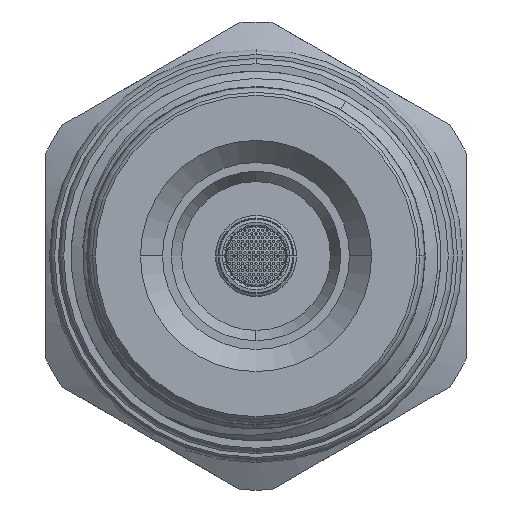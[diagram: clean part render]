
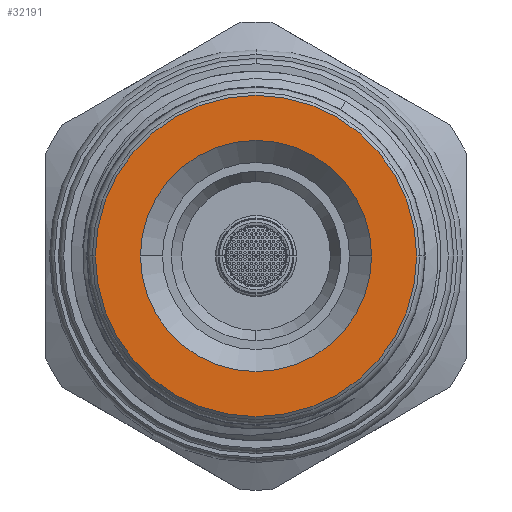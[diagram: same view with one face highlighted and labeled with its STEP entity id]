
A CAD part, left-side view. The second image highlights one B-rep face of the part: STEP entity #32191.
In plain terms, the highlighted planar face has unit normal (-1, 0, 0).
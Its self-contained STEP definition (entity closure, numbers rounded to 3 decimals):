
#3578 = EDGE_CURVE ( 'NONE', #24465, #24500, #17095, .T. ) ;
#3580 = EDGE_CURVE ( 'NONE', #24442, #24466, #17098, .T. ) ;
#3872 = EDGE_CURVE ( 'NONE', #24466, #24442, #14107, .T. ) ;
#3874 = EDGE_CURVE ( 'NONE', #24500, #24465, #14109, .T. ) ;
#8584 = CARTESIAN_POINT ( 'NONE',  ( -98.583, -58.348, 0. ) ) ;
#8607 = CARTESIAN_POINT ( 'NONE',  ( -98.583, -55.283, 0. ) ) ;
#8608 = CARTESIAN_POINT ( 'NONE',  ( -98.583, -36.518, 0. ) ) ;
#8642 = CARTESIAN_POINT ( 'NONE',  ( -98.583, -39.583, 0. ) ) ;
#14107 = CIRCLE ( 'NONE', #38241, 10.915 ) ;
#14109 = CIRCLE ( 'NONE', #38243, 7.85 ) ;
#16074 = CARTESIAN_POINT ( 'NONE',  ( -98.583, -47.433, 0. ) ) ;
#16075 = DIRECTION ( 'NONE',  ( -1., 0., 0. ) ) ;
#16076 = DIRECTION ( 'NONE',  ( 0., 1., 0. ) ) ;
#16080 = CARTESIAN_POINT ( 'NONE',  ( -98.583, -47.433, 0. ) ) ;
#16081 = DIRECTION ( 'NONE',  ( 1., 0., 0. ) ) ;
#16082 = DIRECTION ( 'NONE',  ( 0., 1., 0. ) ) ;
#16512 = ORIENTED_EDGE ( 'NONE', *, *, #3872, .T. ) ;
#16513 = ORIENTED_EDGE ( 'NONE', *, *, #3580, .T. ) ;
#16514 = ORIENTED_EDGE ( 'NONE', *, *, #3578, .T. ) ;
#16515 = ORIENTED_EDGE ( 'NONE', *, *, #3874, .T. ) ;
#17095 = CIRCLE ( 'NONE', #38110, 7.85 ) ;
#17098 = CIRCLE ( 'NONE', #38111, 10.915 ) ;
#24137 = EDGE_LOOP ( 'NONE', ( #16512, #16513 ) ) ;
#24140 = EDGE_LOOP ( 'NONE', ( #16514, #16515 ) ) ;
#24442 = VERTEX_POINT ( 'NONE', #8584 ) ;
#24465 = VERTEX_POINT ( 'NONE', #8607 ) ;
#24466 = VERTEX_POINT ( 'NONE', #8608 ) ;
#24500 = VERTEX_POINT ( 'NONE', #8642 ) ;
#26697 = CARTESIAN_POINT ( 'NONE',  ( -98.583, -47.433, 0. ) ) ;
#26700 = PLANE ( 'NONE',  #29531 ) ;
#26702 = DIRECTION ( 'NONE',  ( 1., 0., 0. ) ) ;
#26703 = DIRECTION ( 'NONE',  ( 0., 1., 0. ) ) ;
#28641 = FACE_OUTER_BOUND ( 'NONE', #24137, .T. ) ;
#28651 = FACE_BOUND ( 'NONE', #24140, .T. ) ;
#29531 = AXIS2_PLACEMENT_3D ( 'NONE', #26697, #26702, #26703 ) ;
#32191 = ADVANCED_FACE ( 'NONE', ( #28641, #28651 ), #26700, .F. ) ;
#38110 = AXIS2_PLACEMENT_3D ( 'NONE', #42160, #42161, #42162 ) ;
#38111 = AXIS2_PLACEMENT_3D ( 'NONE', #42166, #42167, #42168 ) ;
#38241 = AXIS2_PLACEMENT_3D ( 'NONE', #16074, #16075, #16076 ) ;
#38243 = AXIS2_PLACEMENT_3D ( 'NONE', #16080, #16081, #16082 ) ;
#42160 = CARTESIAN_POINT ( 'NONE',  ( -98.583, -47.433, 0. ) ) ;
#42161 = DIRECTION ( 'NONE',  ( 1., 0., 0. ) ) ;
#42162 = DIRECTION ( 'NONE',  ( 0., 1., 0. ) ) ;
#42166 = CARTESIAN_POINT ( 'NONE',  ( -98.583, -47.433, 0. ) ) ;
#42167 = DIRECTION ( 'NONE',  ( -1., 0., 0. ) ) ;
#42168 = DIRECTION ( 'NONE',  ( 0., 1., 0. ) ) ;
